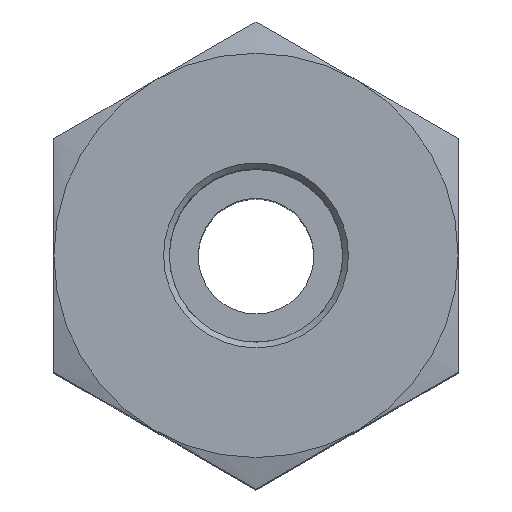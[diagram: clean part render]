
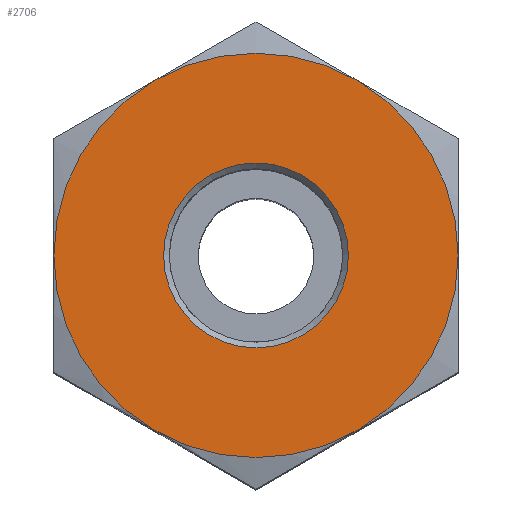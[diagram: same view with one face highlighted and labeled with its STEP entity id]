
A CAD part, top view. The second image highlights one B-rep face of the part: STEP entity #2706.
In plain terms, the highlighted planar face has unit normal (0, 0, 1).
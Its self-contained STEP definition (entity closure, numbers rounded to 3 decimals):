
#2610=CARTESIAN_POINT('',(3.2,0.,14.5));
#2611=VERTEX_POINT('',#2610);
#2612=CARTESIAN_POINT('',(0.0,0.0,14.5));
#2613=DIRECTION('',(0.0,0.0,1.0));
#2614=DIRECTION('',(-1.0,0.0,0.0));
#2615=AXIS2_PLACEMENT_3D('',#2612,#2613,#2614);
#2616=CIRCLE('',#2615,3.2);
#2617=EDGE_CURVE('',#2611,#2611,#2616,.T.);
#2642=CARTESIAN_POINT('',(0.,0.,14.5));
#2643=DIRECTION('',(0.0,0.0,1.0));
#2644=DIRECTION('',(1.0,0.0,0.0));
#2645=AXIS2_PLACEMENT_3D('',#2642,#2643,#2644);
#2646=PLANE('',#2645);
#2647=CARTESIAN_POINT('',(-3.5,-6.062,14.5));
#2648=VERTEX_POINT('',#2647);
#2649=CARTESIAN_POINT('',(3.5,-6.062,14.5));
#2650=VERTEX_POINT('',#2649);
#2651=CARTESIAN_POINT('',(0.0,0.0,14.5));
#2652=DIRECTION('',(0.0,0.0,1.0));
#2653=DIRECTION('',(-0.5,-0.866,0.0));
#2654=AXIS2_PLACEMENT_3D('',#2651,#2652,#2653);
#2655=CIRCLE('',#2654,7.);
#2656=EDGE_CURVE('',#2648,#2650,#2655,.T.);
#2657=ORIENTED_EDGE('',*,*,#2656,.T.);
#2658=CARTESIAN_POINT('',(7.0,0.,14.5));
#2659=VERTEX_POINT('',#2658);
#2660=CARTESIAN_POINT('',(0.0,0.0,14.5));
#2661=DIRECTION('',(0.0,0.0,1.0));
#2662=DIRECTION('',(-0.5,-0.866,0.0));
#2663=AXIS2_PLACEMENT_3D('',#2660,#2661,#2662);
#2664=CIRCLE('',#2663,7.);
#2665=EDGE_CURVE('',#2650,#2659,#2664,.T.);
#2666=ORIENTED_EDGE('',*,*,#2665,.T.);
#2667=CARTESIAN_POINT('',(3.5,6.062,14.5));
#2668=VERTEX_POINT('',#2667);
#2669=CARTESIAN_POINT('',(0.0,0.0,14.5));
#2670=DIRECTION('',(0.0,0.0,1.0));
#2671=DIRECTION('',(-0.5,-0.866,0.0));
#2672=AXIS2_PLACEMENT_3D('',#2669,#2670,#2671);
#2673=CIRCLE('',#2672,7.);
#2674=EDGE_CURVE('',#2659,#2668,#2673,.T.);
#2675=ORIENTED_EDGE('',*,*,#2674,.T.);
#2676=CARTESIAN_POINT('',(-3.5,6.062,14.5));
#2677=VERTEX_POINT('',#2676);
#2678=CARTESIAN_POINT('',(0.0,0.0,14.5));
#2679=DIRECTION('',(0.0,0.0,1.0));
#2680=DIRECTION('',(-0.5,-0.866,0.0));
#2681=AXIS2_PLACEMENT_3D('',#2678,#2679,#2680);
#2682=CIRCLE('',#2681,7.);
#2683=EDGE_CURVE('',#2668,#2677,#2682,.T.);
#2684=ORIENTED_EDGE('',*,*,#2683,.T.);
#2685=CARTESIAN_POINT('',(-7.,0.0,14.5));
#2686=VERTEX_POINT('',#2685);
#2687=CARTESIAN_POINT('',(0.0,0.0,14.5));
#2688=DIRECTION('',(0.0,0.0,1.0));
#2689=DIRECTION('',(-0.5,-0.866,0.0));
#2690=AXIS2_PLACEMENT_3D('',#2687,#2688,#2689);
#2691=CIRCLE('',#2690,7.);
#2692=EDGE_CURVE('',#2677,#2686,#2691,.T.);
#2693=ORIENTED_EDGE('',*,*,#2692,.T.);
#2694=CARTESIAN_POINT('',(0.0,0.0,14.5));
#2695=DIRECTION('',(0.0,0.0,1.0));
#2696=DIRECTION('',(-0.5,-0.866,0.0));
#2697=AXIS2_PLACEMENT_3D('',#2694,#2695,#2696);
#2698=CIRCLE('',#2697,7.);
#2699=EDGE_CURVE('',#2686,#2648,#2698,.T.);
#2700=ORIENTED_EDGE('',*,*,#2699,.T.);
#2701=EDGE_LOOP('',(#2657,#2666,#2675,#2684,#2693,#2700));
#2702=FACE_OUTER_BOUND('',#2701,.T.);
#2703=ORIENTED_EDGE('',*,*,#2617,.F.);
#2704=EDGE_LOOP('',(#2703));
#2705=FACE_BOUND('',#2704,.T.);
#2706=ADVANCED_FACE('',(#2702,#2705),#2646,.T.);
